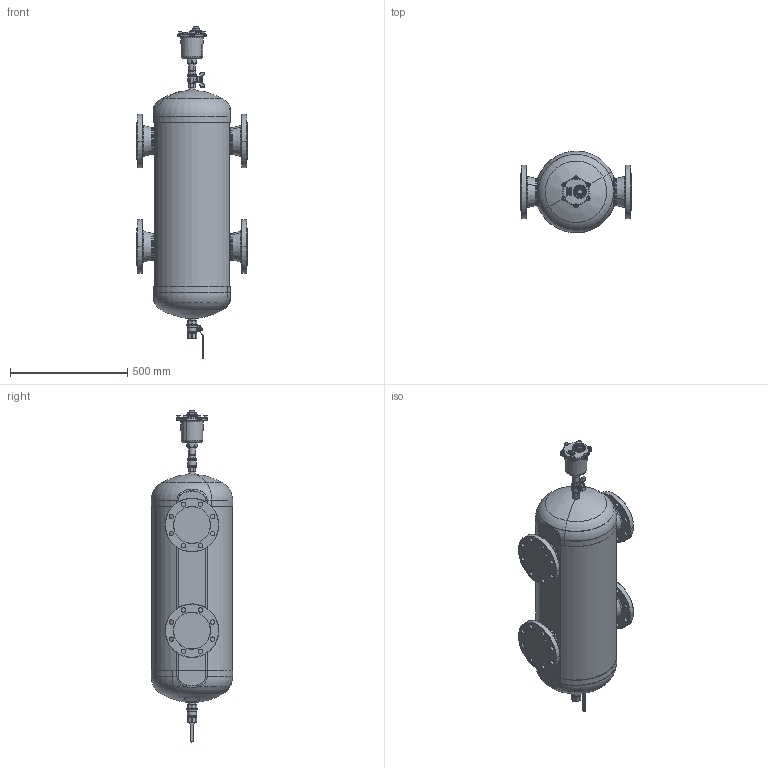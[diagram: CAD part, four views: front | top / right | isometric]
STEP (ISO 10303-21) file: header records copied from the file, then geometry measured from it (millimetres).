
FILE_DESCRIPTION(('CATIA V5 STEP Exchange'),'2;1');
FILE_NAME('STEP_549510A_-_TST.stp','2018-11-19T10:51:07+00:00',('none'),('none'),'CATIA Version 5-6 Release 2016 SP4','CATIA V5 STEP AP203','none');
FILE_SCHEMA(('CONFIG_CONTROL_DESIGN'));
Length unit declared in the file: millimetre
Products named in the file (1): 549510A - TST
Bounding box: 470 x 346.58 x 1414.35 mm (x, y, z)
Volume: 88815382.6 mm3; surface area: 1902752.4 mm2
Topology: 1 solids, 8 shells, 2662 faces, 6345 edges, 3622 vertices
Faces by surface type: cylinder 947, bspline 533, plane 502, torus 283, cone 276, sphere 102, revolution 19
Entity records: 108717 total; most frequent: CARTESIAN_POINT 56509, ORIENTED_EDGE 12390, DIRECTION 7437, EDGE_CURVE 6195, AXIS2_PLACEMENT_3D 3737, VERTEX_POINT 3622, EDGE_LOOP 2819, ADVANCED_FACE 2662
